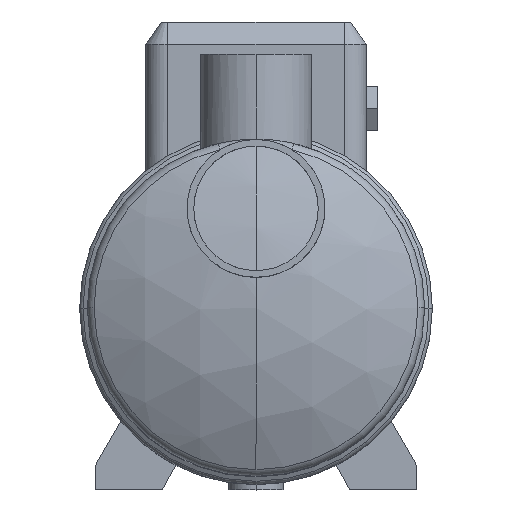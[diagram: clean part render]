
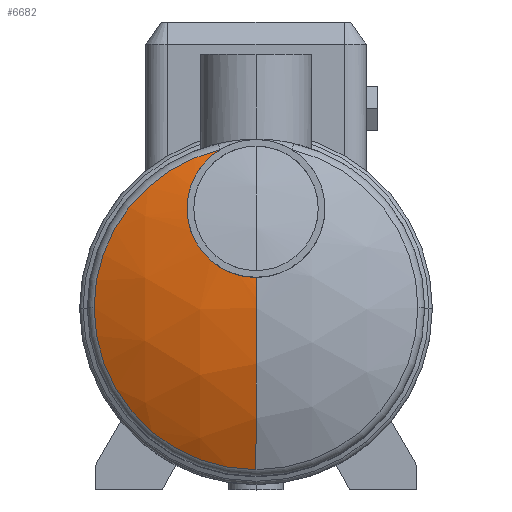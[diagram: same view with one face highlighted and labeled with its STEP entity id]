
A CAD part, top view. The second image highlights one B-rep face of the part: STEP entity #6682.
In plain terms, the highlighted spherical face has radius 150 mm.
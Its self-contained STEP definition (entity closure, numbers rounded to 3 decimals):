
#207 = CARTESIAN_POINT ( 'NONE',  ( -31.012, 41.022, 95.413 ) ) ;
#247 = CARTESIAN_POINT ( 'NONE',  ( -21.76, 67.44, 86.708 ) ) ;
#259 = CARTESIAN_POINT ( 'NONE',  ( -10.279, 15.416, 103.366 ) ) ;
#297 = SPHERICAL_SURFACE ( 'NONE', #4402, 150. ) ;
#483 = CARTESIAN_POINT ( 'NONE',  ( -73.437, 0., 85.293 ) ) ;
#913 = B_SPLINE_CURVE_WITH_KNOTS ( 'NONE', 3,
 ( #7478, #3749, #6540, #207, #2821, #7367, #3865, #3919, #7427, #6484, #9292, #4791, #9229, #2872, #11043, #10108, #6594, #2931, #10867, #2120, #6421, #10167, #4729, #259, #2176, #5661, #7263, #9065, #5723, #8294, #1130, #1241 ),
 .UNSPECIFIED., .F., .F.,
 ( 4, 2, 2, 2, 2, 2, 2, 2, 2, 2, 2, 2, 2, 2, 2, 4 ),
 ( 0.177, 0.18, 0.183, 0.189, 0.192, 0.194, 0.195, 0.199, 0.202, 0.208, 0.211, 0.214, 0.22, 0.222, 0.224, 0.227 ),
 .UNSPECIFIED. ) ;
#1031 = CARTESIAN_POINT ( 'NONE',  ( 0., 13.75, 103.868 ) ) ;
#1068 = CARTESIAN_POINT ( 'NONE',  ( -31.25, 46.303, 93.717 ) ) ;
#1119 = ORIENTED_EDGE ( 'NONE', *, *, #2407, .T. ) ;
#1130 = CARTESIAN_POINT ( 'NONE',  ( -1.042, 13.75, 103.868 ) ) ;
#1241 = CARTESIAN_POINT ( 'NONE',  ( 0., 13.75, 103.868 ) ) ;
#1340 = VERTEX_POINT ( 'NONE', #2180 ) ;
#1369 = ORIENTED_EDGE ( 'NONE', *, *, #5176, .F. ) ;
#1753 = DIRECTION ( 'NONE',  ( 0., 0., -1. ) ) ;
#1805 = CARTESIAN_POINT ( 'NONE',  ( 0., 0., 85.293 ) ) ;
#1966 = VERTEX_POINT ( 'NONE', #8705 ) ;
#1983 = FACE_OUTER_BOUND ( 'NONE', #8783, .T. ) ;
#2018 = VERTEX_POINT ( 'NONE', #5464 ) ;
#2058 = CARTESIAN_POINT ( 'NONE',  ( -30.924, 49.546, 92.664 ) ) ;
#2120 = CARTESIAN_POINT ( 'NONE',  ( -16.795, 18.627, 102.392 ) ) ;
#2176 = CARTESIAN_POINT ( 'NONE',  ( -8.298, 14.799, 103.552 ) ) ;
#2180 = CARTESIAN_POINT ( 'NONE',  ( 0., 0., 104.5 ) ) ;
#2372 = CARTESIAN_POINT ( 'NONE',  ( -31.25, 45., 94.137 ) ) ;
#2407 = EDGE_CURVE ( 'NONE', #1966, #5278, #11327, .T. ) ;
#2821 = CARTESIAN_POINT ( 'NONE',  ( -30.867, 40.022, 95.732 ) ) ;
#2872 = CARTESIAN_POINT ( 'NONE',  ( -25.621, 27.079, 99.797 ) ) ;
#2930 = CIRCLE ( 'NONE', #8908, 73.437 ) ;
#2931 = CARTESIAN_POINT ( 'NONE',  ( -20.91, 21.686, 101.459 ) ) ;
#3269 = EDGE_CURVE ( 'NONE', #2018, #1340, #9179, .T. ) ;
#3281 = CIRCLE ( 'NONE', #3649, 150. ) ;
#3581 = CARTESIAN_POINT ( 'NONE',  ( 0., 0., 85.293 ) ) ;
#3649 = AXIS2_PLACEMENT_3D ( 'NONE', #10623, #9738, #1753 ) ;
#3688 = CARTESIAN_POINT ( 'NONE',  ( -22.234, 66.969, 86.868 ) ) ;
#3749 = CARTESIAN_POINT ( 'NONE',  ( -31.25, 44.008, 94.456 ) ) ;
#3865 = CARTESIAN_POINT ( 'NONE',  ( -29.73, 35.165, 97.272 ) ) ;
#3919 = CARTESIAN_POINT ( 'NONE',  ( -28.606, 32.379, 98.147 ) ) ;
#4240 = AXIS2_PLACEMENT_3D ( 'NONE', #1805, #8030, #5563 ) ;
#4402 = AXIS2_PLACEMENT_3D ( 'NONE', #10084, #5468, #7345 ) ;
#4553 = CARTESIAN_POINT ( 'NONE',  ( -20.776, 68.353, 86.396 ) ) ;
#4729 = CARTESIAN_POINT ( 'NONE',  ( -13.141, 16.629, 102.999 ) ) ;
#4782 = CARTESIAN_POINT ( 'NONE',  ( -30.432, 52.132, 91.819 ) ) ;
#4791 = CARTESIAN_POINT ( 'NONE',  ( -26.721, 28.788, 99.267 ) ) ;
#5176 = EDGE_CURVE ( 'NONE', #1966, #11009, #6725, .T. ) ;
#5278 = VERTEX_POINT ( 'NONE', #483 ) ;
#5464 = CARTESIAN_POINT ( 'NONE',  ( 0., -73.438, 85.293 ) ) ;
#5468 = DIRECTION ( 'NONE',  ( -1., 0., 0. ) ) ;
#5481 = CARTESIAN_POINT ( 'NONE',  ( -24.456, 64.5, 87.705 ) ) ;
#5539 = CARTESIAN_POINT ( 'NONE',  ( -28.574, 57.721, 89.976 ) ) ;
#5563 = DIRECTION ( 'NONE',  ( -1., 0., 0. ) ) ;
#5582 = ORIENTED_EDGE ( 'NONE', *, *, #6960, .F. ) ;
#5596 = CARTESIAN_POINT ( 'NONE',  ( -31.169, 47.602, 93.296 ) ) ;
#5652 = CARTESIAN_POINT ( 'NONE',  ( -23.607, 65.519, 87.36 ) ) ;
#5661 = CARTESIAN_POINT ( 'NONE',  ( -5.726, 14.275, 103.71 ) ) ;
#5723 = CARTESIAN_POINT ( 'NONE',  ( -3.645, 13.959, 103.806 ) ) ;
#6220 = ORIENTED_EDGE ( 'NONE', *, *, #10308, .T. ) ;
#6421 = CARTESIAN_POINT ( 'NONE',  ( -15.911, 18.084, 102.557 ) ) ;
#6484 = CARTESIAN_POINT ( 'NONE',  ( -27.48, 30.112, 98.855 ) ) ;
#6531 = CARTESIAN_POINT ( 'NONE',  ( -29.537, 55.287, 90.782 ) ) ;
#6540 = CARTESIAN_POINT ( 'NONE',  ( -31.203, 43.014, 94.776 ) ) ;
#6594 = CARTESIAN_POINT ( 'NONE',  ( -23.062, 23.887, 100.783 ) ) ;
#6682 = ADVANCED_FACE ( 'NONE', ( #1983 ), #297, .T. ) ;
#6725 = B_SPLINE_CURVE_WITH_KNOTS ( 'NONE', 3,
 ( #10155, #8225, #9921, #8174, #4553, #247, #3688, #5652, #5481, #10979, #9114, #9054, #7358, #9219, #5539, #6531, #7469, #4782, #10915, #10040, #2058, #5596, #1068, #7300 ),
 .UNSPECIFIED., .F., .F.,
 ( 4, 2, 2, 2, 2, 2, 2, 2, 2, 2, 2, 4 ),
 ( 0.144, 0.148, 0.15, 0.152, 0.156, 0.158, 0.16, 0.164, 0.168, 0.17, 0.173, 0.177 ),
 .UNSPECIFIED. ) ;
#6960 = EDGE_CURVE ( 'NONE', #9908, #1340, #3281, .T. ) ;
#7143 = DIRECTION ( 'NONE',  ( 0., 0., 1. ) ) ;
#7263 = CARTESIAN_POINT ( 'NONE',  ( -5.206, 14.182, 103.738 ) ) ;
#7300 = CARTESIAN_POINT ( 'NONE',  ( -31.25, 45., 94.137 ) ) ;
#7345 = DIRECTION ( 'NONE',  ( 0., 1., 0. ) ) ;
#7358 = CARTESIAN_POINT ( 'NONE',  ( -27.058, 60.648, 89. ) ) ;
#7367 = CARTESIAN_POINT ( 'NONE',  ( -30.295, 37.076, 96.669 ) ) ;
#7427 = CARTESIAN_POINT ( 'NONE',  ( -28.184, 31.464, 98.433 ) ) ;
#7469 = CARTESIAN_POINT ( 'NONE',  ( -29.942, 54.043, 91.192 ) ) ;
#7478 = CARTESIAN_POINT ( 'NONE',  ( -31.25, 45., 94.137 ) ) ;
#7865 = DIRECTION ( 'NONE',  ( -1., 0., 0. ) ) ;
#7915 = ORIENTED_EDGE ( 'NONE', *, *, #10332, .F. ) ;
#8030 = DIRECTION ( 'NONE',  ( 0., 0., 1. ) ) ;
#8174 = CARTESIAN_POINT ( 'NONE',  ( -20.265, 68.798, 86.245 ) ) ;
#8225 = CARTESIAN_POINT ( 'NONE',  ( -17.593, 70.863, 85.538 ) ) ;
#8294 = CARTESIAN_POINT ( 'NONE',  ( -2.083, 13.802, 103.853 ) ) ;
#8705 = CARTESIAN_POINT ( 'NONE',  ( -16.446, 71.572, 85.293 ) ) ;
#8783 = EDGE_LOOP ( 'NONE', ( #6220, #10805, #5582, #7915, #1369, #1119 ) ) ;
#8816 = AXIS2_PLACEMENT_3D ( 'NONE', #9684, #7865, #11443 ) ;
#8908 = AXIS2_PLACEMENT_3D ( 'NONE', #3581, #7143, #11481 ) ;
#9054 = CARTESIAN_POINT ( 'NONE',  ( -26.718, 61.222, 88.808 ) ) ;
#9065 = CARTESIAN_POINT ( 'NONE',  ( -4.165, 14.024, 103.786 ) ) ;
#9114 = CARTESIAN_POINT ( 'NONE',  ( -26.003, 62.345, 88.431 ) ) ;
#9179 = CIRCLE ( 'NONE', #8816, 150. ) ;
#9219 = CARTESIAN_POINT ( 'NONE',  ( -28.015, 58.909, 89.581 ) ) ;
#9229 = CARTESIAN_POINT ( 'NONE',  ( -26.454, 28.356, 99.401 ) ) ;
#9292 = CARTESIAN_POINT ( 'NONE',  ( -27.234, 29.666, 98.994 ) ) ;
#9684 = CARTESIAN_POINT ( 'NONE',  ( 0., 0., -45.5 ) ) ;
#9738 = DIRECTION ( 'NONE',  ( 1., 0., 0. ) ) ;
#9908 = VERTEX_POINT ( 'NONE', #1031 ) ;
#9921 = CARTESIAN_POINT ( 'NONE',  ( -18.691, 70.081, 85.806 ) ) ;
#10040 = CARTESIAN_POINT ( 'NONE',  ( -30.822, 50.193, 92.453 ) ) ;
#10084 = CARTESIAN_POINT ( 'NONE',  ( 0., 0., -45.5 ) ) ;
#10108 = CARTESIAN_POINT ( 'NONE',  ( -23.747, 24.661, 100.545 ) ) ;
#10155 = CARTESIAN_POINT ( 'NONE',  ( -16.446, 71.572, 85.293 ) ) ;
#10167 = CARTESIAN_POINT ( 'NONE',  ( -14.077, 17.081, 102.862 ) ) ;
#10308 = EDGE_CURVE ( 'NONE', #5278, #2018, #2930, .T. ) ;
#10332 = EDGE_CURVE ( 'NONE', #11009, #9908, #913, .T. ) ;
#10623 = CARTESIAN_POINT ( 'NONE',  ( 0., 0., -45.5 ) ) ;
#10805 = ORIENTED_EDGE ( 'NONE', *, *, #3269, .T. ) ;
#10867 = CARTESIAN_POINT ( 'NONE',  ( -19.344, 20.371, 101.861 ) ) ;
#10915 = CARTESIAN_POINT ( 'NONE',  ( -30.577, 51.486, 92.031 ) ) ;
#10979 = CARTESIAN_POINT ( 'NONE',  ( -25.629, 62.893, 88.246 ) ) ;
#11009 = VERTEX_POINT ( 'NONE', #2372 ) ;
#11043 = CARTESIAN_POINT ( 'NONE',  ( -25.025, 26.255, 100.053 ) ) ;
#11327 = CIRCLE ( 'NONE', #4240, 73.437 ) ;
#11443 = DIRECTION ( 'NONE',  ( 0., -1., 0. ) ) ;
#11481 = DIRECTION ( 'NONE',  ( -1., 0., 0. ) ) ;
